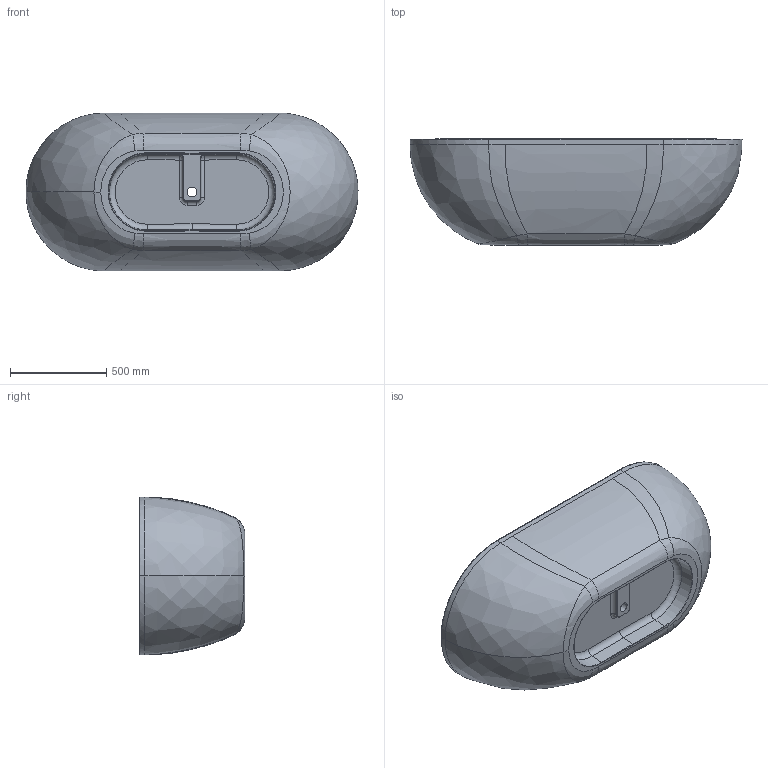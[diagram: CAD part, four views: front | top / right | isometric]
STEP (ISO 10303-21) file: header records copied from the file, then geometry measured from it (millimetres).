
FILE_DESCRIPTION((''),'2;1');
FILE_NAME('VILLA_BATH_1725X820_V1','2019-04-23T08:54:11',('IPelchen'),(''),'CREO PARAMETRIC BY PTC INC, 2018190','CREO PARAMETRIC BY PTC INC, 2018190','');
FILE_SCHEMA(('CONFIG_CONTROL_DESIGN'));
Length unit declared in the file: millimetre
Products named in the file (1): VILLA_BATH_1725X820_V1
Bounding box: 1724.82 x 550 x 820 mm (x, y, z)
Volume: 117318384.5 mm3; surface area: 5502708.8 mm2
Topology: 1 solids, 1 shells, 134 faces, 317 edges, 186 vertices
Faces by surface type: bspline 73, cylinder 22, plane 13, extrusion 12, torus 8, cone 6
Entity records: 8877 total; most frequent: CARTESIAN_POINT 6258, ORIENTED_EDGE 634, DIRECTION 377, EDGE_CURVE 317, VERTEX_POINT 186, B_SPLINE_CURVE_WITH_KNOTS 157, AXIS2_PLACEMENT_3D 144, EDGE_LOOP 137
